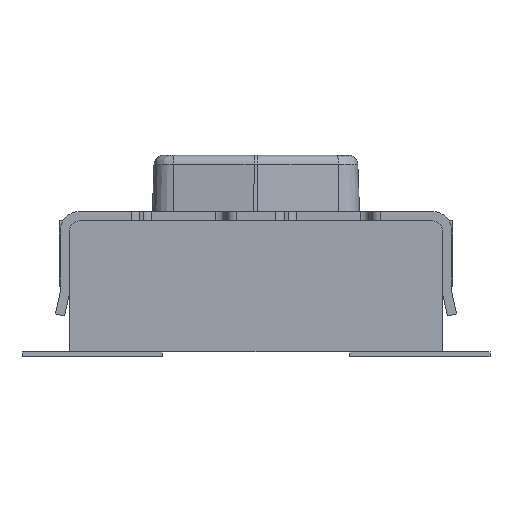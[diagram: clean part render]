
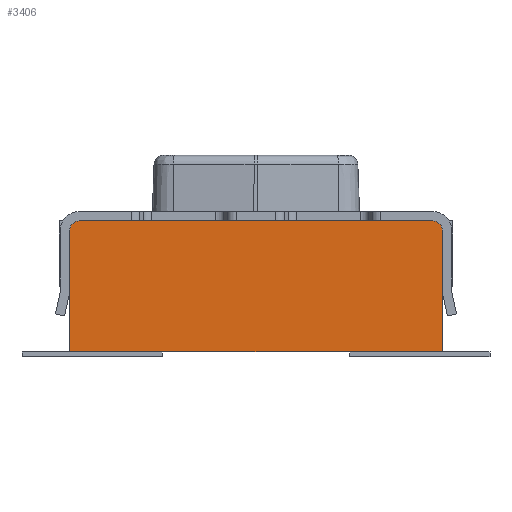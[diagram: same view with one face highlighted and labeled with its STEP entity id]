
A CAD part, front view. The second image highlights one B-rep face of the part: STEP entity #3406.
In plain terms, the highlighted planar face has unit normal (0, -1, 0).
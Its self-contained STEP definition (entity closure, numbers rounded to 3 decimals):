
#87 = AXIS2_PLACEMENT_3D ( 'NONE', #3838, #3845, #3846 ) ;
#184 = ORIENTED_EDGE ( 'NONE', *, *, #2446, .T. ) ;
#186 = ORIENTED_EDGE ( 'NONE', *, *, #2438, .T. ) ;
#187 = ORIENTED_EDGE ( 'NONE', *, *, #2447, .T. ) ;
#188 = ORIENTED_EDGE ( 'NONE', *, *, #2433, .T. ) ;
#189 = ORIENTED_EDGE ( 'NONE', *, *, #2428, .T. ) ;
#190 = ORIENTED_EDGE ( 'NONE', *, *, #2436, .T. ) ;
#437 = CARTESIAN_POINT ( 'NONE',  ( -1.99, -1.5, 1.3 ) ) ;
#439 = CARTESIAN_POINT ( 'NONE',  ( -1.89, -1.5, 1.4 ) ) ;
#440 = CARTESIAN_POINT ( 'NONE',  ( 1.89, -1.5, 1.4 ) ) ;
#469 = CARTESIAN_POINT ( 'NONE',  ( -1.99, -1.5, 0. ) ) ;
#481 = CARTESIAN_POINT ( 'NONE',  ( 1.99, -1.5, 1.3 ) ) ;
#488 = CARTESIAN_POINT ( 'NONE',  ( 1.99, -1.5, 0. ) ) ;
#1143 = EDGE_LOOP ( 'NONE', ( #184, #187, #186, #189, #188, #190 ) ) ;
#1856 = VERTEX_POINT ( 'NONE', #437 ) ;
#1858 = VERTEX_POINT ( 'NONE', #439 ) ;
#1859 = VERTEX_POINT ( 'NONE', #440 ) ;
#1888 = VERTEX_POINT ( 'NONE', #469 ) ;
#1900 = VERTEX_POINT ( 'NONE', #481 ) ;
#1907 = VERTEX_POINT ( 'NONE', #488 ) ;
#2428 = EDGE_CURVE ( 'NONE', #1900, #1859, #2546, .T. ) ;
#2433 = EDGE_CURVE ( 'NONE', #1859, #1858, #3860, .T. ) ;
#2436 = EDGE_CURVE ( 'NONE', #1858, #1856, #2547, .T. ) ;
#2438 = EDGE_CURVE ( 'NONE', #1907, #1900, #3874, .T. ) ;
#2446 = EDGE_CURVE ( 'NONE', #1856, #1888, #3898, .T. ) ;
#2447 = EDGE_CURVE ( 'NONE', #1888, #1907, #3901, .T. ) ;
#2546 = CIRCLE ( 'NONE', #87, 0.1 ) ;
#2547 = CIRCLE ( 'NONE', #2812, 0.1 ) ;
#2812 = AXIS2_PLACEMENT_3D ( 'NONE', #3847, #3869, #3870 ) ;
#2817 = VECTOR ( 'NONE', #3862, 1000. ) ;
#2821 = VECTOR ( 'NONE', #3876, 1000. ) ;
#2829 = VECTOR ( 'NONE', #3900, 1000. ) ;
#2830 = VECTOR ( 'NONE', #3903, 1000. ) ;
#3406 = ADVANCED_FACE ( 'NONE', ( #5759 ), #5435, .T. ) ;
#3838 = CARTESIAN_POINT ( 'NONE',  ( 1.89, -1.5, 1.3 ) ) ;
#3845 = DIRECTION ( 'NONE',  ( 0., -1., 0. ) ) ;
#3846 = DIRECTION ( 'NONE',  ( 0., 0., -1. ) ) ;
#3847 = CARTESIAN_POINT ( 'NONE',  ( -1.89, -1.5, 1.3 ) ) ;
#3860 = LINE ( 'NONE', #3861, #2817 ) ;
#3861 = CARTESIAN_POINT ( 'NONE',  ( 0., -1.5, 1.4 ) ) ;
#3862 = DIRECTION ( 'NONE',  ( -1., 0., 0. ) ) ;
#3869 = DIRECTION ( 'NONE',  ( 0., -1., 0. ) ) ;
#3870 = DIRECTION ( 'NONE',  ( 0., 0., 1. ) ) ;
#3874 = LINE ( 'NONE', #3875, #2821 ) ;
#3875 = CARTESIAN_POINT ( 'NONE',  ( 1.99, -1.5, 1.4 ) ) ;
#3876 = DIRECTION ( 'NONE',  ( 0., 0., 1. ) ) ;
#3898 = LINE ( 'NONE', #3899, #2829 ) ;
#3899 = CARTESIAN_POINT ( 'NONE',  ( -1.99, -1.5, 1.4 ) ) ;
#3900 = DIRECTION ( 'NONE',  ( 0., 0., -1. ) ) ;
#3901 = LINE ( 'NONE', #3902, #2830 ) ;
#3902 = CARTESIAN_POINT ( 'NONE',  ( -8.063, -1.5, 0. ) ) ;
#3903 = DIRECTION ( 'NONE',  ( 1., 0., 0. ) ) ;
#5435 = PLANE ( 'NONE',  #5766 ) ;
#5436 = CARTESIAN_POINT ( 'NONE',  ( 0., -1.5, 1.4 ) ) ;
#5437 = DIRECTION ( 'NONE',  ( 0., -1., 0. ) ) ;
#5438 = DIRECTION ( 'NONE',  ( 0., 0., -1. ) ) ;
#5759 = FACE_OUTER_BOUND ( 'NONE', #1143, .T. ) ;
#5766 = AXIS2_PLACEMENT_3D ( 'NONE', #5436, #5437, #5438 ) ;
